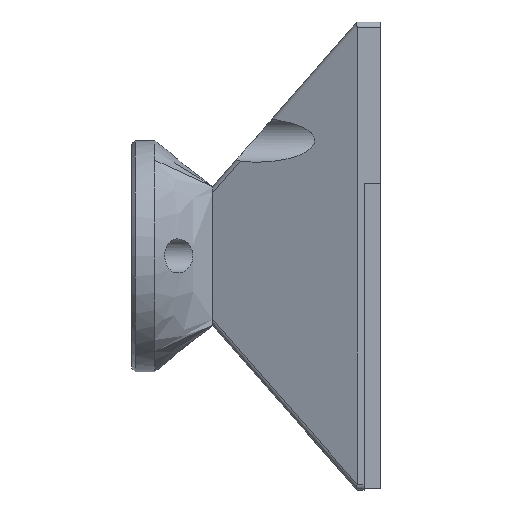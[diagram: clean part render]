
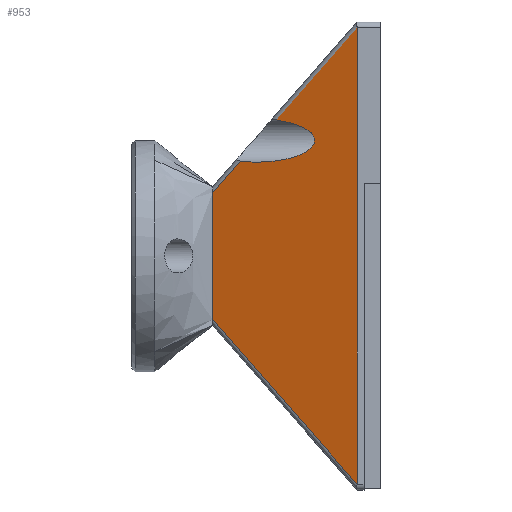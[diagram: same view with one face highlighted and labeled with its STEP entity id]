
A CAD part, top view. The second image highlights one B-rep face of the part: STEP entity #953.
In plain terms, the highlighted planar face has unit normal (-0.355, 0, 0.935).
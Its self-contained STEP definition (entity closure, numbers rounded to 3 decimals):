
#81=ELLIPSE('',#1055,10.557,3.75);
#82=ELLIPSE('',#1056,10.557,3.75);
#125=FACE_OUTER_BOUND('',#185,.T.);
#185=EDGE_LOOP('',(#782,#783,#784,#785,#786,#787,#788));
#241=LINE('',#1665,#323);
#262=LINE('',#1870,#344);
#266=LINE('',#1901,#348);
#267=LINE('',#1908,#349);
#268=LINE('',#1909,#350);
#323=VECTOR('',#1192,10.);
#344=VECTOR('',#1235,10.);
#348=VECTOR('',#1241,10.);
#349=VECTOR('',#1250,10.);
#350=VECTOR('',#1251,10.);
#450=VERTEX_POINT('',#1653);
#451=VERTEX_POINT('',#1664);
#462=VERTEX_POINT('',#1771);
#464=VERTEX_POINT('',#1777);
#469=VERTEX_POINT('',#1900);
#470=VERTEX_POINT('',#1904);
#471=VERTEX_POINT('',#1906);
#551=EDGE_CURVE('',#450,#451,#241,.T.);
#580=EDGE_CURVE('',#464,#462,#262,.T.);
#584=EDGE_CURVE('',#469,#451,#266,.T.);
#586=EDGE_CURVE('',#450,#470,#81,.T.);
#587=EDGE_CURVE('',#470,#471,#82,.T.);
#588=EDGE_CURVE('',#464,#471,#267,.T.);
#589=EDGE_CURVE('',#469,#462,#268,.T.);
#782=ORIENTED_EDGE('',*,*,#551,.F.);
#783=ORIENTED_EDGE('',*,*,#586,.T.);
#784=ORIENTED_EDGE('',*,*,#587,.T.);
#785=ORIENTED_EDGE('',*,*,#588,.F.);
#786=ORIENTED_EDGE('',*,*,#580,.T.);
#787=ORIENTED_EDGE('',*,*,#589,.F.);
#788=ORIENTED_EDGE('',*,*,#584,.T.);
#913=PLANE('',#1054);
#953=ADVANCED_FACE('',(#125),#913,.T.);
#1054=AXIS2_PLACEMENT_3D('',#1903,#1244,#1245);
#1055=AXIS2_PLACEMENT_3D('',#1905,#1246,#1247);
#1056=AXIS2_PLACEMENT_3D('',#1907,#1248,#1249);
#1192=DIRECTION('',(0.64,0.729,0.243));
#1235=DIRECTION('',(0.,-1.,0.));
#1241=DIRECTION('',(0.,1.,0.));
#1244=DIRECTION('center_axis',(-0.355,0.,
0.935));
#1245=DIRECTION('ref_axis',(-0.935,0.,-0.355));
#1246=DIRECTION('center_axis',(0.355,0.,
-0.935));
#1247=DIRECTION('ref_axis',(-0.935,0.,-0.355));
#1248=DIRECTION('center_axis',(0.355,0.,
-0.935));
#1249=DIRECTION('ref_axis',(-0.935,0.,-0.355));
#1250=DIRECTION('',(0.64,0.729,0.243));
#1251=DIRECTION('',(-0.64,0.729,-0.243));
#1653=CARTESIAN_POINT('',(-17.997,23.543,16.381));
#1664=CARTESIAN_POINT('',(-4.,39.5,21.7));
#1665=CARTESIAN_POINT('',(-29.793,10.096,11.899));
#1771=CARTESIAN_POINT('',(-29.,-11.,12.2));
#1777=CARTESIAN_POINT('',(-29.,11.,12.2));
#1870=CARTESIAN_POINT('',(-29.,12.,12.2));
#1900=CARTESIAN_POINT('',(-4.,-39.5,21.7));
#1901=CARTESIAN_POINT('',(-4.,-40.5,21.7));
#1903=CARTESIAN_POINT('Origin',(-29.,12.,12.2));
#1904=CARTESIAN_POINT('',(-21.228,16.25,15.153));
#1905=CARTESIAN_POINT('Origin',(-21.228,20.,15.153));
#1906=CARTESIAN_POINT('',(-24.238,16.429,14.01));
#1907=CARTESIAN_POINT('Origin',(-21.228,20.,15.153));
#1908=CARTESIAN_POINT('',(-29.793,10.096,11.899));
#1909=CARTESIAN_POINT('',(-34.131,-5.151,10.25));
